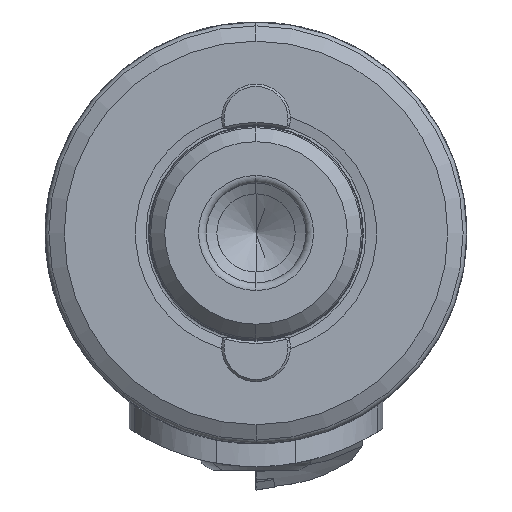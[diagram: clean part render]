
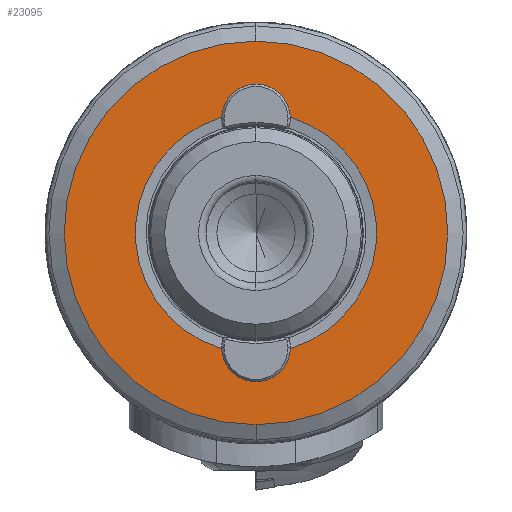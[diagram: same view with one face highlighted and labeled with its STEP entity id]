
A CAD part, left-side view. The second image highlights one B-rep face of the part: STEP entity #23095.
In plain terms, the highlighted planar face has unit normal (-1, 0, 0).
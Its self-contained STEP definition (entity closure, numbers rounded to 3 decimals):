
#93 = CARTESIAN_POINT ( 'NONE',  ( 0., 0., -15.715 ) ) ;
#290 = CARTESIAN_POINT ( 'NONE',  ( 0., 0., 25. ) ) ;
#418 = EDGE_CURVE ( 'NONE', #29069, #7048, #17382, .T. ) ;
#546 = EDGE_CURVE ( 'NONE', #31856, #23226, #20887, .T. ) ;
#1241 = DIRECTION ( 'NONE',  ( -1., 0., 0. ) ) ;
#1856 = AXIS2_PLACEMENT_3D ( 'NONE', #9674, #26909, #12143 ) ;
#2255 = ORIENTED_EDGE ( 'NONE', *, *, #418, .F. ) ;
#2425 = AXIS2_PLACEMENT_3D ( 'NONE', #10559, #27798, #13017 ) ;
#3222 = AXIS2_PLACEMENT_3D ( 'NONE', #27828, #13058, #30312 ) ;
#3372 = AXIS2_PLACEMENT_3D ( 'NONE', #4704, #4922, #7185 ) ;
#3529 = EDGE_CURVE ( 'NONE', #28819, #20851, #14549, .T. ) ;
#3850 = CIRCLE ( 'NONE', #21455, 25. ) ;
#4564 = EDGE_CURVE ( 'NONE', #23226, #28819, #26495, .T. ) ;
#4704 = CARTESIAN_POINT ( 'NONE',  ( 0., 0., -16.9 ) ) ;
#4922 = DIRECTION ( 'NONE',  ( -1., 0., 0. ) ) ;
#4941 = ORIENTED_EDGE ( 'NONE', *, *, #546, .F. ) ;
#5907 = DIRECTION ( 'NONE',  ( -1., 0., 0. ) ) ;
#6610 = CARTESIAN_POINT ( 'NONE',  ( 0., 0., 0. ) ) ;
#7048 = VERTEX_POINT ( 'NONE', #10292 ) ;
#7143 = CARTESIAN_POINT ( 'NONE',  ( 0., -2.118, 15.572 ) ) ;
#7185 = DIRECTION ( 'NONE',  ( 0., 0., 1. ) ) ;
#7542 = DIRECTION ( 'NONE',  ( 1., 0., 0. ) ) ;
#7963 = CARTESIAN_POINT ( 'NONE',  ( 0., 0., 16.9 ) ) ;
#8063 = DIRECTION ( 'NONE',  ( -1., 0., 0. ) ) ;
#8078 = DIRECTION ( 'NONE',  ( 0., 0., 1. ) ) ;
#8276 = EDGE_CURVE ( 'NONE', #20851, #29069, #20075, .T. ) ;
#8719 = FACE_OUTER_BOUND ( 'NONE', #31526, .T. ) ;
#8998 = VERTEX_POINT ( 'NONE', #17016 ) ;
#9085 = DIRECTION ( 'NONE',  ( 0., 0., 1. ) ) ;
#9674 = CARTESIAN_POINT ( 'NONE',  ( 0., 0., 0. ) ) ;
#10292 = CARTESIAN_POINT ( 'NONE',  ( 0., -2.118, -15.572 ) ) ;
#10559 = CARTESIAN_POINT ( 'NONE',  ( 0., 0., -16.9 ) ) ;
#11275 = EDGE_CURVE ( 'NONE', #8998, #23397, #31607, .T. ) ;
#11337 = CARTESIAN_POINT ( 'NONE',  ( 0., 2.118, 15.572 ) ) ;
#11465 = ORIENTED_EDGE ( 'NONE', *, *, #4564, .F. ) ;
#12143 = DIRECTION ( 'NONE',  ( 0., 0., 1. ) ) ;
#13017 = DIRECTION ( 'NONE',  ( 0., 0., 1. ) ) ;
#13058 = DIRECTION ( 'NONE',  ( -1., 0., 0. ) ) ;
#14549 = CIRCLE ( 'NONE', #3222, 15.715 ) ;
#15232 = FACE_BOUND ( 'NONE', #17148, .T. ) ;
#15432 = CARTESIAN_POINT ( 'NONE',  ( 0., 2.118, -15.572 ) ) ;
#16004 = CARTESIAN_POINT ( 'NONE',  ( 0., 0., 0. ) ) ;
#16588 = AXIS2_PLACEMENT_3D ( 'NONE', #7963, #5907, #8078 ) ;
#17016 = CARTESIAN_POINT ( 'NONE',  ( 0., 0., -25. ) ) ;
#17148 = EDGE_LOOP ( 'NONE', ( #19075, #2255, #26490, #30833, #11465, #4941 ) ) ;
#17382 = CIRCLE ( 'NONE', #3372, 2.5 ) ;
#17422 = AXIS2_PLACEMENT_3D ( 'NONE', #6610, #23838, #9085 ) ;
#17535 = CARTESIAN_POINT ( 'NONE',  ( 0., 0., -19.4 ) ) ;
#17926 = AXIS2_PLACEMENT_3D ( 'NONE', #22824, #8063, #25291 ) ;
#18493 = DIRECTION ( 'NONE',  ( 0., 0., 1. ) ) ;
#19075 = ORIENTED_EDGE ( 'NONE', *, *, #29961, .F. ) ;
#19789 = ORIENTED_EDGE ( 'NONE', *, *, #11275, .T. ) ;
#20075 = CIRCLE ( 'NONE', #2425, 2.5 ) ;
#20851 = VERTEX_POINT ( 'NONE', #15432 ) ;
#20887 = CIRCLE ( 'NONE', #16588, 2.5 ) ;
#21455 = AXIS2_PLACEMENT_3D ( 'NONE', #16004, #1241, #18493 ) ;
#22317 = PLANE ( 'NONE',  #31046 ) ;
#22824 = CARTESIAN_POINT ( 'NONE',  ( 0., 0., 16.9 ) ) ;
#23095 = ADVANCED_FACE ( 'NONE', ( #15232, #8719 ), #22317, .F. ) ;
#23226 = VERTEX_POINT ( 'NONE', #31432 ) ;
#23397 = VERTEX_POINT ( 'NONE', #290 ) ;
#23838 = DIRECTION ( 'NONE',  ( -1., 0., 0. ) ) ;
#24775 = DIRECTION ( 'NONE',  ( 0., 0., -1. ) ) ;
#25291 = DIRECTION ( 'NONE',  ( 0., 0., 1. ) ) ;
#25852 = CIRCLE ( 'NONE', #17422, 15.715 ) ;
#26490 = ORIENTED_EDGE ( 'NONE', *, *, #8276, .F. ) ;
#26495 = CIRCLE ( 'NONE', #17926, 2.5 ) ;
#26909 = DIRECTION ( 'NONE',  ( -1., 0., 0. ) ) ;
#27798 = DIRECTION ( 'NONE',  ( -1., 0., 0. ) ) ;
#27828 = CARTESIAN_POINT ( 'NONE',  ( 0., 0., 0. ) ) ;
#28819 = VERTEX_POINT ( 'NONE', #11337 ) ;
#29069 = VERTEX_POINT ( 'NONE', #17535 ) ;
#29287 = EDGE_CURVE ( 'NONE', #23397, #8998, #3850, .T. ) ;
#29961 = EDGE_CURVE ( 'NONE', #7048, #31856, #25852, .T. ) ;
#30312 = DIRECTION ( 'NONE',  ( 0., 0., 1. ) ) ;
#30833 = ORIENTED_EDGE ( 'NONE', *, *, #3529, .F. ) ;
#30949 = ORIENTED_EDGE ( 'NONE', *, *, #29287, .T. ) ;
#31046 = AXIS2_PLACEMENT_3D ( 'NONE', #93, #7542, #24775 ) ;
#31432 = CARTESIAN_POINT ( 'NONE',  ( 0., 0., 19.4 ) ) ;
#31526 = EDGE_LOOP ( 'NONE', ( #19789, #30949 ) ) ;
#31607 = CIRCLE ( 'NONE', #1856, 25. ) ;
#31856 = VERTEX_POINT ( 'NONE', #7143 ) ;
